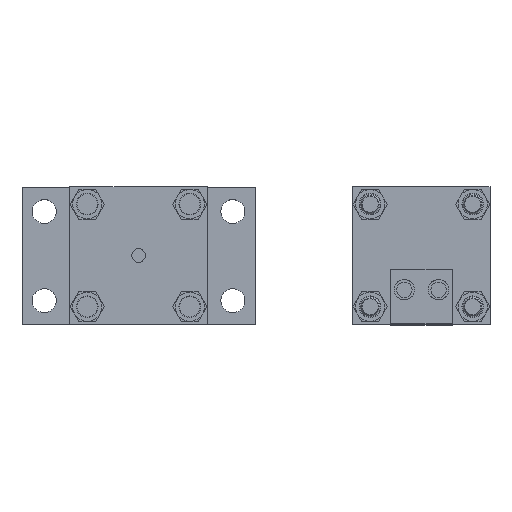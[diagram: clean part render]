
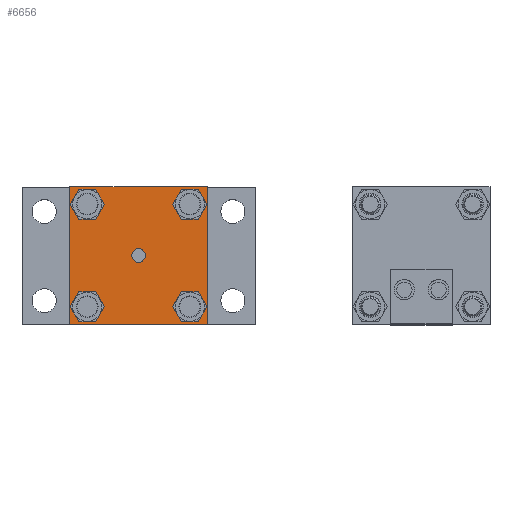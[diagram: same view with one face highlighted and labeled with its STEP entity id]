
A CAD part, top view. The second image highlights one B-rep face of the part: STEP entity #6656.
In plain terms, the highlighted planar face has unit normal (0, 0, 1).
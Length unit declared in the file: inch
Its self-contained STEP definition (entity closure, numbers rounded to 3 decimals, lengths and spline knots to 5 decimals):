
#141 = ORIENTED_EDGE ( 'NONE', *, *, #4880, .F. ) ;
#453 = DIRECTION ( 'NONE',  ( 0., 0., 1. ) ) ;
#537 = AXIS2_PLACEMENT_3D ( 'NONE', #13028, #6998, #903 ) ;
#546 = EDGE_CURVE ( 'NONE', #12295, #12307, #2176, .T. ) ;
#560 = FACE_OUTER_BOUND ( 'NONE', #12674, .T. ) ;
#628 = ORIENTED_EDGE ( 'NONE', *, *, #7378, .F. ) ;
#652 = EDGE_CURVE ( 'NONE', #5246, #10051, #1063, .T. ) ;
#797 = LINE ( 'NONE', #8671, #7795 ) ;
#848 = CARTESIAN_POINT ( 'NONE',  ( 5.89946, 8.32806, 0.5 ) ) ;
#886 = AXIS2_PLACEMENT_3D ( 'NONE', #3490, #11322, #5256 ) ;
#903 = DIRECTION ( 'NONE',  ( 1., 0., 0. ) ) ;
#1062 = VERTEX_POINT ( 'NONE', #1909 ) ;
#1063 = LINE ( 'NONE', #8940, #13420 ) ;
#1319 = DIRECTION ( 'NONE',  ( 1., 0., 0. ) ) ;
#1463 = DIRECTION ( 'NONE',  ( 0., 0., 1. ) ) ;
#1724 = EDGE_LOOP ( 'NONE', ( #628, #10385 ) ) ;
#1778 = CARTESIAN_POINT ( 'NONE',  ( 4.96446, 7.39306, 0.5 ) ) ;
#1789 = EDGE_CURVE ( 'NONE', #1062, #4973, #7108, .T. ) ;
#1872 = ORIENTED_EDGE ( 'NONE', *, *, #652, .F. ) ;
#1909 = CARTESIAN_POINT ( 'NONE',  ( 4.77646, 9.26306, 0.5 ) ) ;
#1921 = CIRCLE ( 'NONE', #13323, 0.188 ) ;
#2176 = CIRCLE ( 'NONE', #13594, 0.188 ) ;
#2371 = FACE_BOUND ( 'NONE', #11649, .T. ) ;
#2553 = CARTESIAN_POINT ( 'NONE',  ( 6.83446, 7.39306, 0.5 ) ) ;
#2609 = DIRECTION ( 'NONE',  ( 0., -1., 0. ) ) ;
#2679 = DIRECTION ( 'NONE',  ( 1., 0., 0. ) ) ;
#2893 = DIRECTION ( 'NONE',  ( 0., -1., 0. ) ) ;
#2959 = LINE ( 'NONE', #10798, #10049 ) ;
#3031 = CIRCLE ( 'NONE', #537, 0.12655 ) ;
#3064 = CARTESIAN_POINT ( 'NONE',  ( 5.15246, 7.39306, 0.5 ) ) ;
#3151 = VERTEX_POINT ( 'NONE', #13148 ) ;
#3287 = CARTESIAN_POINT ( 'NONE',  ( 4.96446, 9.26306, 0.5 ) ) ;
#3355 = EDGE_LOOP ( 'NONE', ( #141, #4239 ) ) ;
#3490 = CARTESIAN_POINT ( 'NONE',  ( 5.89946, 5.57249, 0.5 ) ) ;
#3524 = EDGE_CURVE ( 'NONE', #9836, #7552, #797, .T. ) ;
#3593 = DIRECTION ( 'NONE',  ( 1., 0., 0. ) ) ;
#3692 = VERTEX_POINT ( 'NONE', #9578 ) ;
#4006 = VERTEX_POINT ( 'NONE', #9872 ) ;
#4095 = EDGE_CURVE ( 'NONE', #7785, #8184, #6907, .T. ) ;
#4239 = ORIENTED_EDGE ( 'NONE', *, *, #4095, .F. ) ;
#4259 = LINE ( 'NONE', #12078, #7544 ) ;
#4343 = DIRECTION ( 'NONE',  ( 1., 0., 0. ) ) ;
#4414 = AXIS2_PLACEMENT_3D ( 'NONE', #6511, #453, #8323 ) ;
#4422 = ORIENTED_EDGE ( 'NONE', *, *, #546, .F. ) ;
#4434 = AXIS2_PLACEMENT_3D ( 'NONE', #13435, #7422, #1319 ) ;
#4571 = EDGE_LOOP ( 'NONE', ( #8613, #4422 ) ) ;
#4611 = AXIS2_PLACEMENT_3D ( 'NONE', #3287, #11124, #5071 ) ;
#4680 = CARTESIAN_POINT ( 'NONE',  ( 5.77291, 8.32806, 0.5 ) ) ;
#4777 = DIRECTION ( 'NONE',  ( 1., 0., 0. ) ) ;
#4880 = EDGE_CURVE ( 'NONE', #8184, #7785, #9028, .T. ) ;
#4973 = VERTEX_POINT ( 'NONE', #12319 ) ;
#5071 = DIRECTION ( 'NONE',  ( 1., 0., 0. ) ) ;
#5168 = CARTESIAN_POINT ( 'NONE',  ( 6.83446, 9.26306, 0.5 ) ) ;
#5246 = VERTEX_POINT ( 'NONE', #11872 ) ;
#5256 = DIRECTION ( 'NONE',  ( 1., 0., 0. ) ) ;
#5322 = EDGE_CURVE ( 'NONE', #3151, #10532, #3031, .T. ) ;
#6000 = DIRECTION ( 'NONE',  ( 0., 0., 1. ) ) ;
#6041 = DIRECTION ( 'NONE',  ( 1., 0., 0. ) ) ;
#6511 = CARTESIAN_POINT ( 'NONE',  ( 4.96446, 7.39306, 0.5 ) ) ;
#6656 = ADVANCED_FACE ( 'NONE', ( #7318, #9085, #10881, #12664, #560, #2371 ), #9534, .T. ) ;
#6907 = CIRCLE ( 'NONE', #4414, 0.188 ) ;
#6931 = CIRCLE ( 'NONE', #4434, 0.188 ) ;
#6998 = DIRECTION ( 'NONE',  ( 0., 0., 1. ) ) ;
#7000 = DIRECTION ( 'NONE',  ( 1., 0., 0. ) ) ;
#7108 = CIRCLE ( 'NONE', #4611, 0.188 ) ;
#7150 = EDGE_LOOP ( 'NONE', ( #8682, #10940 ) ) ;
#7158 = AXIS2_PLACEMENT_3D ( 'NONE', #5168, #13030, #7000 ) ;
#7318 = FACE_BOUND ( 'NONE', #7150, .T. ) ;
#7325 = EDGE_CURVE ( 'NONE', #7552, #10051, #4259, .T. ) ;
#7378 = EDGE_CURVE ( 'NONE', #4973, #1062, #6931, .T. ) ;
#7422 = DIRECTION ( 'NONE',  ( 0., 0., 1. ) ) ;
#7478 = CARTESIAN_POINT ( 'NONE',  ( 7.02246, 9.26306, 0.5 ) ) ;
#7499 = CARTESIAN_POINT ( 'NONE',  ( 4.64946, 9.57806, 0.5 ) ) ;
#7544 = VECTOR ( 'NONE', #6041, 39.37008 ) ;
#7552 = VERTEX_POINT ( 'NONE', #13485 ) ;
#7559 = CARTESIAN_POINT ( 'NONE',  ( 6.83446, 7.39306, 0.5 ) ) ;
#7785 = VERTEX_POINT ( 'NONE', #12395 ) ;
#7795 = VECTOR ( 'NONE', #2609, 39.37008 ) ;
#7988 = EDGE_CURVE ( 'NONE', #4006, #3692, #1921, .T. ) ;
#8184 = VERTEX_POINT ( 'NONE', #3064 ) ;
#8323 = DIRECTION ( 'NONE',  ( 1., 0., 0. ) ) ;
#8613 = ORIENTED_EDGE ( 'NONE', *, *, #11220, .F. ) ;
#8671 = CARTESIAN_POINT ( 'NONE',  ( 4.64946, 5.57249, 0.5 ) ) ;
#8682 = ORIENTED_EDGE ( 'NONE', *, *, #7988, .F. ) ;
#8731 = DIRECTION ( 'NONE',  ( 0., 0., 1. ) ) ;
#8940 = CARTESIAN_POINT ( 'NONE',  ( 7.14946, 5.57249, 0.5 ) ) ;
#9028 = CIRCLE ( 'NONE', #13561, 0.188 ) ;
#9085 = FACE_BOUND ( 'NONE', #4571, .T. ) ;
#9331 = DIRECTION ( 'NONE',  ( 1., 0., 0. ) ) ;
#9534 = PLANE ( 'NONE',  #886 ) ;
#9578 = CARTESIAN_POINT ( 'NONE',  ( 6.64646, 7.39306, 0.5 ) ) ;
#9624 = CIRCLE ( 'NONE', #7158, 0.188 ) ;
#9625 = DIRECTION ( 'NONE',  ( 0., 0., 1. ) ) ;
#9808 = ORIENTED_EDGE ( 'NONE', *, *, #3524, .T. ) ;
#9836 = VERTEX_POINT ( 'NONE', #7499 ) ;
#9872 = CARTESIAN_POINT ( 'NONE',  ( 7.02246, 7.39306, 0.5 ) ) ;
#9988 = EDGE_CURVE ( 'NONE', #3692, #4006, #13162, .T. ) ;
#10049 = VECTOR ( 'NONE', #4777, 39.37008 ) ;
#10051 = VERTEX_POINT ( 'NONE', #13090 ) ;
#10382 = DIRECTION ( 'NONE',  ( 0., 0., 1. ) ) ;
#10385 = ORIENTED_EDGE ( 'NONE', *, *, #1789, .F. ) ;
#10387 = AXIS2_PLACEMENT_3D ( 'NONE', #848, #8731, #2679 ) ;
#10532 = VERTEX_POINT ( 'NONE', #4680 ) ;
#10662 = AXIS2_PLACEMENT_3D ( 'NONE', #2553, #10382, #4343 ) ;
#10798 = CARTESIAN_POINT ( 'NONE',  ( 5.89946, 9.57806, 0.5 ) ) ;
#10881 = FACE_BOUND ( 'NONE', #1724, .T. ) ;
#10914 = EDGE_CURVE ( 'NONE', #10532, #3151, #12869, .T. ) ;
#10940 = ORIENTED_EDGE ( 'NONE', *, *, #9988, .F. ) ;
#11124 = DIRECTION ( 'NONE',  ( 0., 0., 1. ) ) ;
#11220 = EDGE_CURVE ( 'NONE', #12307, #12295, #9624, .T. ) ;
#11310 = EDGE_CURVE ( 'NONE', #9836, #5246, #2959, .T. ) ;
#11322 = DIRECTION ( 'NONE',  ( 0., 0., 1. ) ) ;
#11396 = ORIENTED_EDGE ( 'NONE', *, *, #5322, .F. ) ;
#11586 = ORIENTED_EDGE ( 'NONE', *, *, #10914, .F. ) ;
#11649 = EDGE_LOOP ( 'NONE', ( #11586, #11396 ) ) ;
#11872 = CARTESIAN_POINT ( 'NONE',  ( 7.14946, 9.57806, 0.5 ) ) ;
#12047 = CARTESIAN_POINT ( 'NONE',  ( 6.83446, 9.26306, 0.5 ) ) ;
#12078 = CARTESIAN_POINT ( 'NONE',  ( 5.89946, 7.07806, 0.5 ) ) ;
#12168 = ORIENTED_EDGE ( 'NONE', *, *, #11310, .F. ) ;
#12295 = VERTEX_POINT ( 'NONE', #13725 ) ;
#12307 = VERTEX_POINT ( 'NONE', #7478 ) ;
#12319 = CARTESIAN_POINT ( 'NONE',  ( 5.15246, 9.26306, 0.5 ) ) ;
#12395 = CARTESIAN_POINT ( 'NONE',  ( 4.77646, 7.39306, 0.5 ) ) ;
#12664 = FACE_BOUND ( 'NONE', #3355, .T. ) ;
#12674 = EDGE_LOOP ( 'NONE', ( #12168, #9808, #13862, #1872 ) ) ;
#12869 = CIRCLE ( 'NONE', #10387, 0.12655 ) ;
#13028 = CARTESIAN_POINT ( 'NONE',  ( 5.89946, 8.32806, 0.5 ) ) ;
#13030 = DIRECTION ( 'NONE',  ( 0., 0., 1. ) ) ;
#13090 = CARTESIAN_POINT ( 'NONE',  ( 7.14946, 7.07806, 0.5 ) ) ;
#13148 = CARTESIAN_POINT ( 'NONE',  ( 6.02601, 8.32806, 0.5 ) ) ;
#13162 = CIRCLE ( 'NONE', #10662, 0.188 ) ;
#13323 = AXIS2_PLACEMENT_3D ( 'NONE', #7559, #1463, #9331 ) ;
#13420 = VECTOR ( 'NONE', #2893, 39.37008 ) ;
#13435 = CARTESIAN_POINT ( 'NONE',  ( 4.96446, 9.26306, 0.5 ) ) ;
#13485 = CARTESIAN_POINT ( 'NONE',  ( 4.64946, 7.07806, 0.5 ) ) ;
#13561 = AXIS2_PLACEMENT_3D ( 'NONE', #1778, #9625, #3593 ) ;
#13594 = AXIS2_PLACEMENT_3D ( 'NONE', #12047, #6000, #13852 ) ;
#13725 = CARTESIAN_POINT ( 'NONE',  ( 6.64646, 9.26306, 0.5 ) ) ;
#13852 = DIRECTION ( 'NONE',  ( 1., 0., 0. ) ) ;
#13862 = ORIENTED_EDGE ( 'NONE', *, *, #7325, .T. ) ;
